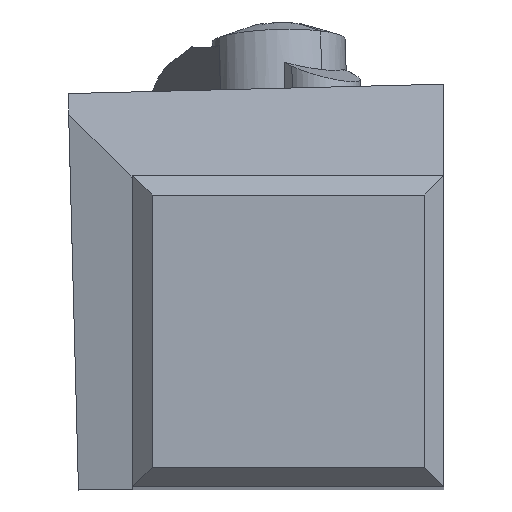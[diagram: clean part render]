
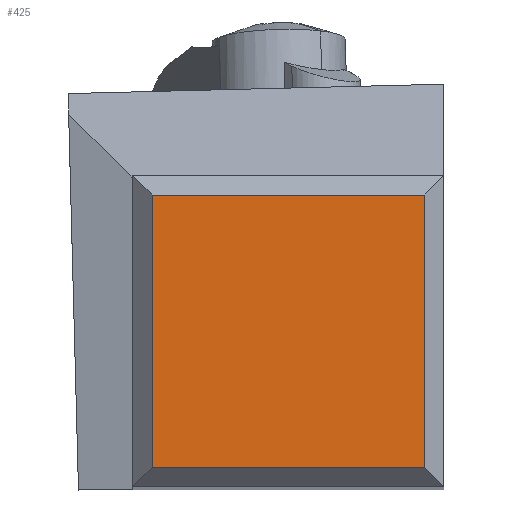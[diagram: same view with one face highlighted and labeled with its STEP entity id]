
A CAD part, top view. The second image highlights one B-rep face of the part: STEP entity #425.
In plain terms, the highlighted planar face has unit normal (0, 0, 1).
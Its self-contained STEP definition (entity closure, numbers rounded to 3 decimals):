
#220=FACE_OUTER_BOUND('',#1004,.T.);
#425=ADVANCED_FACE('',(#220),#622,.T.);
#622=PLANE('',#4449);
#1004=EDGE_LOOP('',(#1567,#1568,#1569,#1570));
#1567=ORIENTED_EDGE('',*,*,#3000,.F.);
#1568=ORIENTED_EDGE('',*,*,#2998,.T.);
#1569=ORIENTED_EDGE('',*,*,#2996,.F.);
#1570=ORIENTED_EDGE('',*,*,#3002,.F.);
#2522=VERTEX_POINT('',#6580);
#2523=VERTEX_POINT('',#6582);
#2524=VERTEX_POINT('',#6586);
#2525=VERTEX_POINT('',#6590);
#2996=EDGE_CURVE('',#2522,#2523,#3718,.T.);
#2998=EDGE_CURVE('',#2524,#2523,#3720,.T.);
#3000=EDGE_CURVE('',#2524,#2525,#3722,.T.);
#3002=EDGE_CURVE('',#2525,#2522,#3724,.T.);
#3718=LINE('',#6581,#4080);
#3720=LINE('',#6585,#4082);
#3722=LINE('',#6589,#4084);
#3724=LINE('',#6593,#4086);
#4080=VECTOR('',#5232,1.);
#4082=VECTOR('',#5236,1.);
#4084=VECTOR('',#5240,1.);
#4086=VECTOR('',#5244,1.);
#4449=AXIS2_PLACEMENT_3D('',#6595,#5247,#5248);
#5232=DIRECTION('',(1.,0.,0.));
#5236=DIRECTION('',(0.,1.,0.));
#5240=DIRECTION('',(-1.,0.,0.));
#5244=DIRECTION('',(0.,1.,0.));
#5247=DIRECTION('',(0.,0.,1.));
#5248=DIRECTION('',(-1.,0.,0.));
#6580=CARTESIAN_POINT('',(-14.875,14.875,0.));
#6581=CARTESIAN_POINT('',(-14.875,14.875,0.));
#6582=CARTESIAN_POINT('',(-1.,14.875,0.));
#6585=CARTESIAN_POINT('',(-1.,1.,0.));
#6586=CARTESIAN_POINT('',(-1.,1.,0.));
#6589=CARTESIAN_POINT('',(-1.,1.,0.));
#6590=CARTESIAN_POINT('',(-14.875,1.,0.));
#6593=CARTESIAN_POINT('',(-14.875,1.,0.));
#6595=CARTESIAN_POINT('',(-7.938,7.938,0.));
